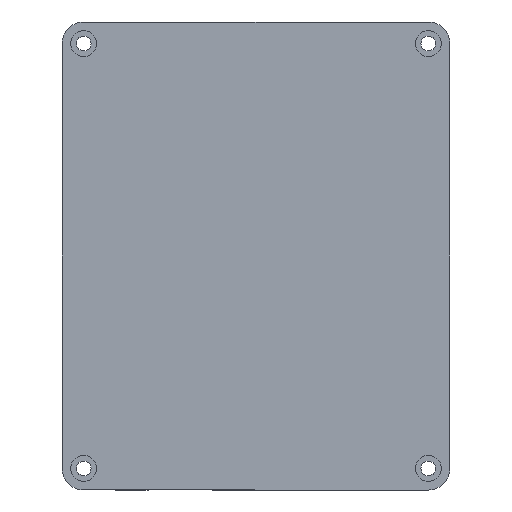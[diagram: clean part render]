
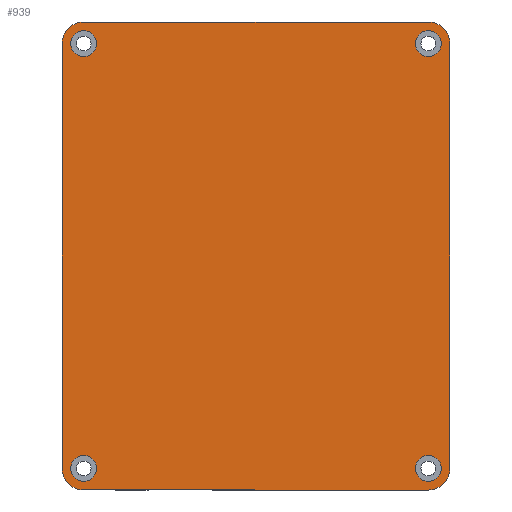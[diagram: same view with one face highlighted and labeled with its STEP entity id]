
A CAD part, left-side view. The second image highlights one B-rep face of the part: STEP entity #939.
In plain terms, the highlighted planar face has unit normal (-1, 0, 0).
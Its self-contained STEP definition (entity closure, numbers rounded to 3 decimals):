
#51=FACE_BOUND('',#318,.T.);
#52=FACE_BOUND('',#319,.T.);
#53=FACE_BOUND('',#320,.T.);
#54=FACE_BOUND('',#321,.T.);
#94=LINE('',#1598,#157);
#105=LINE('',#1630,#168);
#108=LINE('',#1638,#171);
#117=LINE('',#1678,#180);
#157=VECTOR('',#1264,10.);
#168=VECTOR('',#1301,10.);
#171=VECTOR('',#1310,10.);
#180=VECTOR('',#1363,10.);
#206=PLANE('',#1071);
#256=FACE_OUTER_BOUND('',#317,.T.);
#317=EDGE_LOOP('',(#852,#853,#854,#855,#856,#857,#858,#859));
#318=EDGE_LOOP('',(#860));
#319=EDGE_LOOP('',(#861));
#320=EDGE_LOOP('',(#862));
#321=EDGE_LOOP('',(#863));
#385=CIRCLE('',#1044,5.);
#386=CIRCLE('',#1047,5.);
#387=CIRCLE('',#1050,5.);
#388=CIRCLE('',#1052,5.);
#390=CIRCLE('',#1060,3.);
#392=CIRCLE('',#1063,3.);
#394=CIRCLE('',#1066,3.);
#396=CIRCLE('',#1069,3.);
#464=VERTEX_POINT('',#1595);
#465=VERTEX_POINT('',#1597);
#471=VERTEX_POINT('',#1622);
#472=VERTEX_POINT('',#1624);
#473=VERTEX_POINT('',#1628);
#474=VERTEX_POINT('',#1632);
#475=VERTEX_POINT('',#1636);
#476=VERTEX_POINT('',#1642);
#478=VERTEX_POINT('',#1656);
#480=VERTEX_POINT('',#1662);
#482=VERTEX_POINT('',#1668);
#484=VERTEX_POINT('',#1674);
#573=EDGE_CURVE('',#465,#464,#94,.T.);
#587=EDGE_CURVE('',#471,#472,#385,.T.);
#590=EDGE_CURVE('',#471,#473,#105,.T.);
#592=EDGE_CURVE('',#474,#473,#386,.T.);
#594=EDGE_CURVE('',#474,#475,#108,.T.);
#595=EDGE_CURVE('',#465,#475,#387,.T.);
#597=EDGE_CURVE('',#476,#464,#388,.T.);
#603=EDGE_CURVE('',#478,#478,#390,.T.);
#606=EDGE_CURVE('',#480,#480,#392,.T.);
#609=EDGE_CURVE('',#482,#482,#394,.T.);
#612=EDGE_CURVE('',#484,#484,#396,.T.);
#613=EDGE_CURVE('',#476,#472,#117,.T.);
#852=ORIENTED_EDGE('',*,*,#587,.F.);
#853=ORIENTED_EDGE('',*,*,#590,.T.);
#854=ORIENTED_EDGE('',*,*,#592,.F.);
#855=ORIENTED_EDGE('',*,*,#594,.T.);
#856=ORIENTED_EDGE('',*,*,#595,.F.);
#857=ORIENTED_EDGE('',*,*,#573,.T.);
#858=ORIENTED_EDGE('',*,*,#597,.F.);
#859=ORIENTED_EDGE('',*,*,#613,.T.);
#860=ORIENTED_EDGE('',*,*,#612,.F.);
#861=ORIENTED_EDGE('',*,*,#609,.F.);
#862=ORIENTED_EDGE('',*,*,#606,.F.);
#863=ORIENTED_EDGE('',*,*,#603,.F.);
#939=ADVANCED_FACE('',(#256,#51,#52,#53,#54),#206,.F.);
#1044=AXIS2_PLACEMENT_3D('',#1625,#1295,#1296);
#1047=AXIS2_PLACEMENT_3D('',#1634,#1305,#1306);
#1050=AXIS2_PLACEMENT_3D('',#1640,#1313,#1314);
#1052=AXIS2_PLACEMENT_3D('',#1644,#1318,#1319);
#1060=AXIS2_PLACEMENT_3D('',#1658,#1338,#1339);
#1063=AXIS2_PLACEMENT_3D('',#1664,#1345,#1346);
#1066=AXIS2_PLACEMENT_3D('',#1670,#1352,#1353);
#1069=AXIS2_PLACEMENT_3D('',#1676,#1359,#1360);
#1071=AXIS2_PLACEMENT_3D('',#1679,#1364,#1365);
#1264=DIRECTION('',(0.,-1.,0.));
#1295=DIRECTION('center_axis',(1.,0.,0.));
#1296=DIRECTION('ref_axis',(0.,-0.707,0.707));
#1301=DIRECTION('',(0.,1.,0.));
#1305=DIRECTION('center_axis',(1.,0.,0.));
#1306=DIRECTION('ref_axis',(0.,0.707,0.707));
#1310=DIRECTION('',(0.,0.,-1.));
#1313=DIRECTION('center_axis',(1.,0.,0.));
#1314=DIRECTION('ref_axis',(0.,0.707,-0.707));
#1318=DIRECTION('center_axis',(1.,0.,0.));
#1319=DIRECTION('ref_axis',(0.,-0.707,-0.707));
#1338=DIRECTION('center_axis',(-1.,0.,0.));
#1339=DIRECTION('ref_axis',(0.,1.,0.));
#1345=DIRECTION('center_axis',(-1.,0.,0.));
#1346=DIRECTION('ref_axis',(0.,1.,0.));
#1352=DIRECTION('center_axis',(-1.,0.,0.));
#1353=DIRECTION('ref_axis',(0.,1.,0.));
#1359=DIRECTION('center_axis',(-1.,0.,0.));
#1360=DIRECTION('ref_axis',(0.,1.,0.));
#1363=DIRECTION('',(0.,0.,1.));
#1364=DIRECTION('center_axis',(1.,0.,0.));
#1365=DIRECTION('ref_axis',(0.,1.,0.));
#1595=CARTESIAN_POINT('',(0.,-39.95,-54.25));
#1597=CARTESIAN_POINT('',(0.,39.95,-54.25));
#1598=CARTESIAN_POINT('',(0.,44.95,-54.25));
#1622=CARTESIAN_POINT('',(0.,-39.95,54.25));
#1624=CARTESIAN_POINT('',(0.,-44.95,49.25));
#1625=CARTESIAN_POINT('Origin',(0.,-39.95,49.25));
#1628=CARTESIAN_POINT('',(0.,39.95,54.25));
#1630=CARTESIAN_POINT('',(0.,-44.95,54.25));
#1632=CARTESIAN_POINT('',(0.,44.95,49.25));
#1634=CARTESIAN_POINT('Origin',(0.,39.95,49.25));
#1636=CARTESIAN_POINT('',(0.,44.95,-49.25));
#1638=CARTESIAN_POINT('',(0.,44.95,54.25));
#1640=CARTESIAN_POINT('Origin',(0.,39.95,-49.25));
#1642=CARTESIAN_POINT('',(0.,-44.95,-49.25));
#1644=CARTESIAN_POINT('Origin',(0.,-39.95,-49.25));
#1656=CARTESIAN_POINT('',(0.,36.95,-49.25));
#1658=CARTESIAN_POINT('Origin',(0.,39.95,-49.25));
#1662=CARTESIAN_POINT('',(0.,-42.95,-49.25));
#1664=CARTESIAN_POINT('Origin',(0.,-39.95,-49.25));
#1668=CARTESIAN_POINT('',(0.,36.95,49.25));
#1670=CARTESIAN_POINT('Origin',(0.,39.95,49.25));
#1674=CARTESIAN_POINT('',(0.,-42.95,49.25));
#1676=CARTESIAN_POINT('Origin',(0.,-39.95,49.25));
#1678=CARTESIAN_POINT('',(0.,-44.95,-54.25));
#1679=CARTESIAN_POINT('Origin',(0.,0.,0.));
